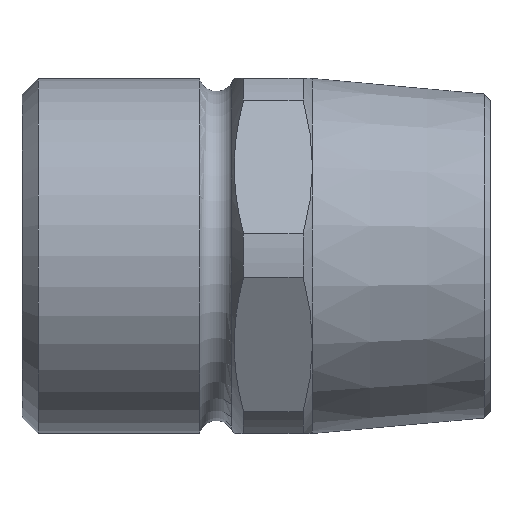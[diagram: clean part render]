
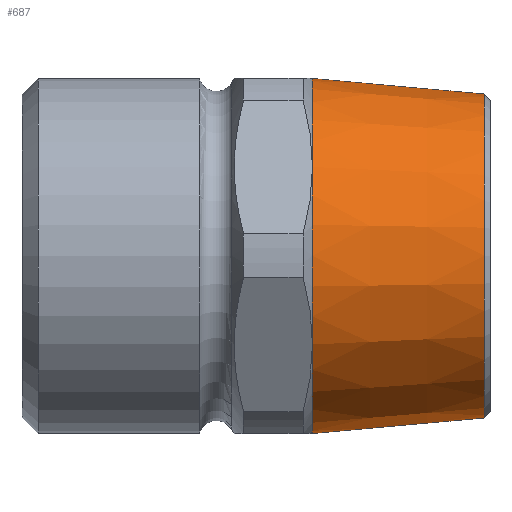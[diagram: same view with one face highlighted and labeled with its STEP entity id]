
A CAD part, top view. The second image highlights one B-rep face of the part: STEP entity #687.
In plain terms, the highlighted conical face has half-angle 5.194 degrees and reference radius 11 mm.
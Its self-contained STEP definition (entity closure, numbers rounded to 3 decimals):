
#151=ORIENTED_EDGE('',*,*,#258,.T.);
#152=ORIENTED_EDGE('',*,*,#238,.F.);
#153=ORIENTED_EDGE('',*,*,#241,.F.);
#154=ORIENTED_EDGE('',*,*,#244,.F.);
#155=ORIENTED_EDGE('',*,*,#247,.F.);
#156=ORIENTED_EDGE('',*,*,#250,.F.);
#157=ORIENTED_EDGE('',*,*,#236,.F.);
#236=EDGE_CURVE('',#290,#291,#321,.T.);
#238=EDGE_CURVE('',#292,#290,#322,.T.);
#241=EDGE_CURVE('',#293,#292,#323,.T.);
#244=EDGE_CURVE('',#294,#293,#324,.T.);
#247=EDGE_CURVE('',#295,#294,#325,.T.);
#250=EDGE_CURVE('',#291,#295,#326,.T.);
#258=EDGE_CURVE('',#301,#301,#332,.F.);
#290=VERTEX_POINT('',#1003);
#291=VERTEX_POINT('',#1005);
#292=VERTEX_POINT('',#1012);
#293=VERTEX_POINT('',#1023);
#294=VERTEX_POINT('',#1034);
#295=VERTEX_POINT('',#1045);
#301=VERTEX_POINT('',#1080);
#321=CIRCLE('',#728,11.);
#322=CIRCLE('',#730,11.);
#323=CIRCLE('',#732,11.);
#324=CIRCLE('',#734,11.);
#325=CIRCLE('',#736,11.);
#326=CIRCLE('',#738,11.);
#332=CIRCLE('',#749,10.033);
#361=EDGE_LOOP('',(#151));
#362=EDGE_LOOP('',(#152,#153,#154,#155,#156,#157));
#407=FACE_BOUND('',#361,.T.);
#408=FACE_BOUND('',#362,.T.);
#439=CONICAL_SURFACE('',#748,11.,0.091);
#687=ADVANCED_FACE('',(#407,#408),#439,.T.);
#728=AXIS2_PLACEMENT_3D('',#1004,#826,#827);
#730=AXIS2_PLACEMENT_3D('',#1011,#830,#831);
#732=AXIS2_PLACEMENT_3D('',#1022,#834,#835);
#734=AXIS2_PLACEMENT_3D('',#1033,#838,#839);
#736=AXIS2_PLACEMENT_3D('',#1044,#842,#843);
#738=AXIS2_PLACEMENT_3D('',#1055,#846,#847);
#748=AXIS2_PLACEMENT_3D('',#1078,#866,#867);
#749=AXIS2_PLACEMENT_3D('',#1079,#868,#869);
#826=DIRECTION('',(-1.,0.,0.));
#827=DIRECTION('',(0.,0.,1.));
#830=DIRECTION('',(-1.,0.,0.));
#831=DIRECTION('',(0.,0.,1.));
#834=DIRECTION('',(-1.,0.,0.));
#835=DIRECTION('',(0.,0.,1.));
#838=DIRECTION('',(-1.,0.,0.));
#839=DIRECTION('',(0.,0.,1.));
#842=DIRECTION('',(-1.,0.,0.));
#843=DIRECTION('',(0.,0.,1.));
#846=DIRECTION('',(-1.,0.,0.));
#847=DIRECTION('',(0.,0.,1.));
#866=DIRECTION('',(-1.,0.,0.));
#867=DIRECTION('',(0.,0.,1.));
#868=DIRECTION('',(1.,0.,0.));
#869=DIRECTION('',(0.,0.,-1.));
#1003=CARTESIAN_POINT('',(18.,11.,0.));
#1004=CARTESIAN_POINT('',(18.,0.,0.));
#1005=CARTESIAN_POINT('',(18.,5.5,-9.526));
#1011=CARTESIAN_POINT('',(18.,0.,0.));
#1012=CARTESIAN_POINT('',(18.,5.5,9.526));
#1022=CARTESIAN_POINT('',(18.,0.,0.));
#1023=CARTESIAN_POINT('',(18.,-5.5,9.526));
#1033=CARTESIAN_POINT('',(18.,0.,0.));
#1034=CARTESIAN_POINT('',(18.,-11.,0.));
#1044=CARTESIAN_POINT('',(18.,0.,0.));
#1045=CARTESIAN_POINT('',(18.,-5.5,-9.526));
#1055=CARTESIAN_POINT('',(18.,0.,0.));
#1078=CARTESIAN_POINT('',(18.,0.,0.));
#1079=CARTESIAN_POINT('',(28.636,0.,0.));
#1080=CARTESIAN_POINT('',(28.636,0.,-10.033));
